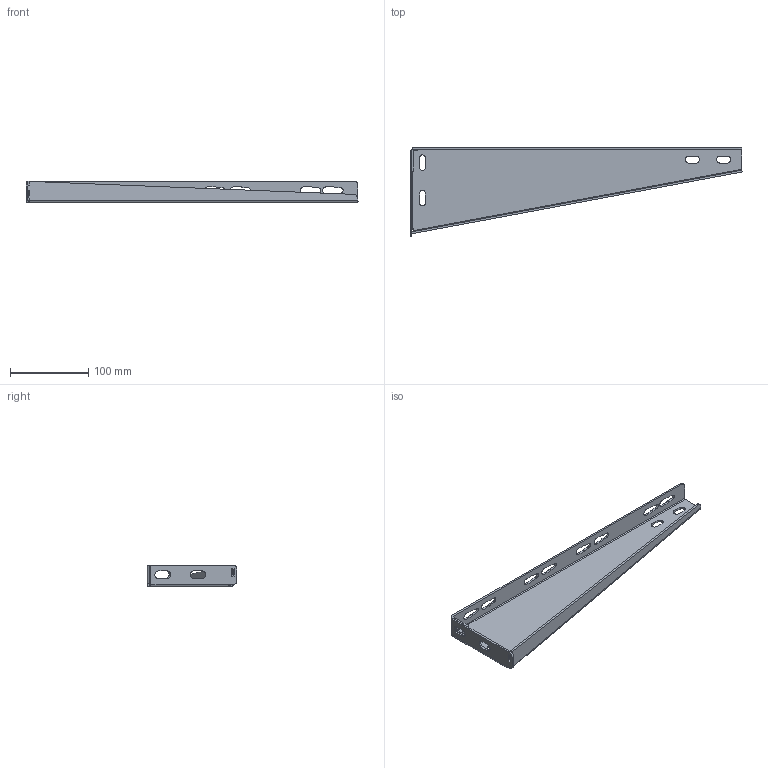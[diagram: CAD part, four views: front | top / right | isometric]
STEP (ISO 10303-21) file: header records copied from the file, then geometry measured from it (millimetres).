
FILE_DESCRIPTION(/* description */ (''),/* implementation_level */ '2;1');
FILE_NAME(/* name */ 'WWS400.stp',/* time_stamp */ '2020-11-04T14:59:10+01:00',/* author */ ('stanislaw.luczak'),/* organization */ (''),/* preprocessor_version */ 'ST-DEVELOPER v18.1',/* originating_system */ 'Autodesk Inventor 2021',/* authorisation */ '');
FILE_SCHEMA (('AUTOMOTIVE_DESIGN { 1 0 10303 214 3 1 1 }'));
Length unit declared in the file: millimetre
Products named in the file (1): WWS400
Bounding box: 423.08 x 114.4 x 28 mm (x, y, z)
Volume: 119326.9 mm3; surface area: 100647 mm2
Topology: 1 solids, 1 shells, 152 faces, 424 edges, 274 vertices
Faces by surface type: plane 87, cylinder 60, bspline 5
Entity records: 5667 total; most frequent: CARTESIAN_POINT 1594, ORIENTED_EDGE 848, DIRECTION 824, EDGE_CURVE 424, LINE 300, VECTOR 300, VERTEX_POINT 274, AXIS2_PLACEMENT_3D 262
